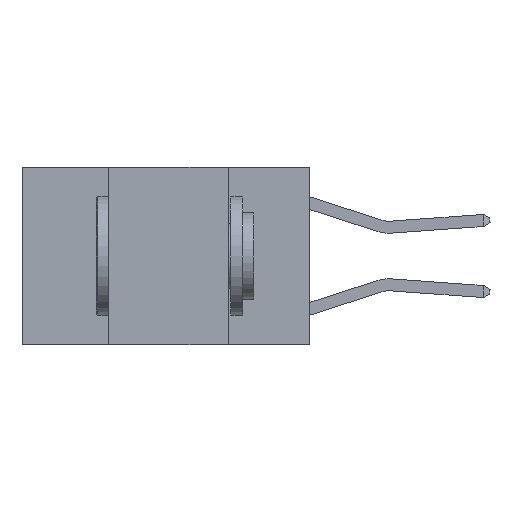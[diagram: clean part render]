
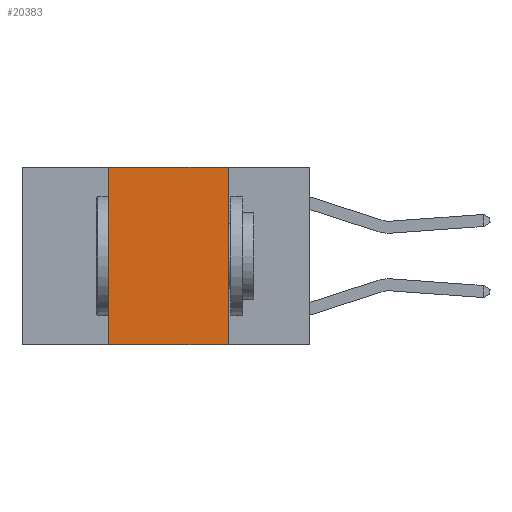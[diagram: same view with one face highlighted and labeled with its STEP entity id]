
A CAD part, left-side view. The second image highlights one B-rep face of the part: STEP entity #20383.
In plain terms, the highlighted planar face has unit normal (-1, 0, 0).
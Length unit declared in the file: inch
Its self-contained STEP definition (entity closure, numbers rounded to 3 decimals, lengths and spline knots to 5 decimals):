
#20 = LINE ( 'NONE', #277, #27 ) ;
#27 = VECTOR ( 'NONE', #8109, 39.37008 ) ;
#69 = CARTESIAN_POINT ( 'NONE',  ( 0., 0.42, -0.37 ) ) ;
#213 = DIRECTION ( 'NONE',  ( 0., 0., 1. ) ) ;
#277 = CARTESIAN_POINT ( 'NONE',  ( 0., 0.6, 0. ) ) ;
#1280 = VECTOR ( 'NONE', #25506, 39.37008 ) ;
#1466 = ORIENTED_EDGE ( 'NONE', *, *, #21626, .F. ) ;
#4455 = LINE ( 'NONE', #6297, #11144 ) ;
#6297 = CARTESIAN_POINT ( 'NONE',  ( 0., 0.42, 0. ) ) ;
#7349 = VERTEX_POINT ( 'NONE', #69 ) ;
#7394 = CARTESIAN_POINT ( 'NONE',  ( 0., 0.17, -0.37 ) ) ;
#8109 = DIRECTION ( 'NONE',  ( 0., -1., 0. ) ) ;
#8433 = EDGE_CURVE ( 'NONE', #7349, #10337, #17307, .T. ) ;
#8826 = VECTOR ( 'NONE', #25363, 39.37008 ) ;
#9619 = PLANE ( 'NONE',  #13879 ) ;
#10337 = VERTEX_POINT ( 'NONE', #7394 ) ;
#11059 = EDGE_CURVE ( 'NONE', #17532, #12547, #20, .T. ) ;
#11144 = VECTOR ( 'NONE', #213, 39.37008 ) ;
#12547 = VERTEX_POINT ( 'NONE', #24125 ) ;
#13595 = DIRECTION ( 'NONE',  ( 0., 0., -1. ) ) ;
#13879 = AXIS2_PLACEMENT_3D ( 'NONE', #15966, #19536, #13595 ) ;
#14165 = ORIENTED_EDGE ( 'NONE', *, *, #11059, .F. ) ;
#14918 = EDGE_LOOP ( 'NONE', ( #1466, #14165, #16595, #16785 ) ) ;
#15449 = CARTESIAN_POINT ( 'NONE',  ( 0., 0.17, 0. ) ) ;
#15559 = CARTESIAN_POINT ( 'NONE',  ( 0., 0.42, 0. ) ) ;
#15966 = CARTESIAN_POINT ( 'NONE',  ( 0., 0.6, 0. ) ) ;
#16016 = EDGE_CURVE ( 'NONE', #7349, #17532, #4455, .T. ) ;
#16595 = ORIENTED_EDGE ( 'NONE', *, *, #16016, .F. ) ;
#16785 = ORIENTED_EDGE ( 'NONE', *, *, #8433, .T. ) ;
#17307 = LINE ( 'NONE', #25240, #1280 ) ;
#17532 = VERTEX_POINT ( 'NONE', #15559 ) ;
#17955 = FACE_OUTER_BOUND ( 'NONE', #14918, .T. ) ;
#19014 = LINE ( 'NONE', #15449, #8826 ) ;
#19536 = DIRECTION ( 'NONE',  ( 1., 0., 0. ) ) ;
#20383 = ADVANCED_FACE ( 'NONE', ( #17955 ), #9619, .F. ) ;
#21626 = EDGE_CURVE ( 'NONE', #12547, #10337, #19014, .T. ) ;
#24125 = CARTESIAN_POINT ( 'NONE',  ( 0., 0.17, 0. ) ) ;
#25240 = CARTESIAN_POINT ( 'NONE',  ( 0., 0.6, -0.37 ) ) ;
#25363 = DIRECTION ( 'NONE',  ( 0., 0., -1. ) ) ;
#25506 = DIRECTION ( 'NONE',  ( 0., -1., 0. ) ) ;
